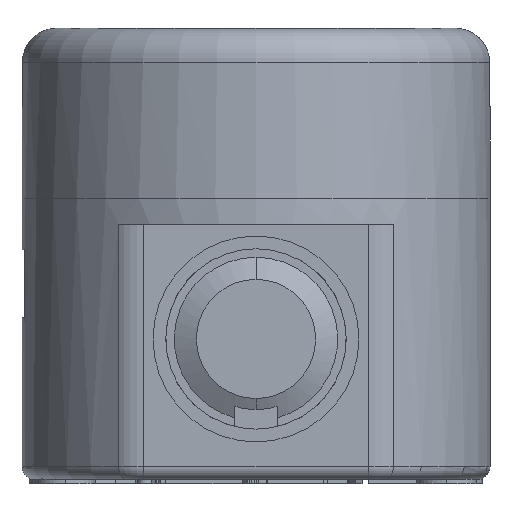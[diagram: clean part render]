
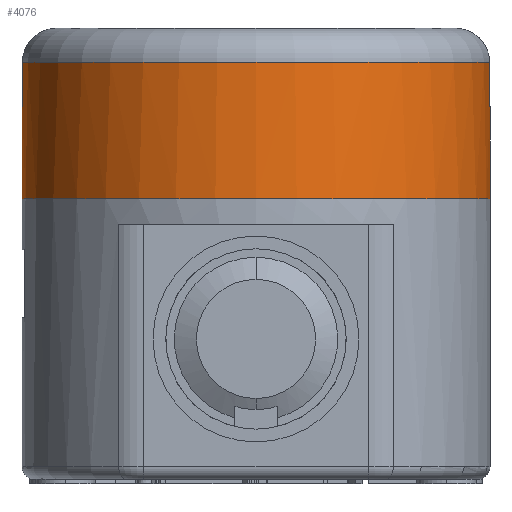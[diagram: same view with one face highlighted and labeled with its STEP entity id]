
A CAD part, left-side view. The second image highlights one B-rep face of the part: STEP entity #4076.
In plain terms, the highlighted cylindrical face has radius 27.5 mm (diameter 55 mm), a partial arc.
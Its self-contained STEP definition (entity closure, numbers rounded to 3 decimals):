
#91=CARTESIAN_POINT('',(5.,0.,-53.05));
#92=DIRECTION('',(0.,0.,1.));
#93=DIRECTION('',(0.,-1.,0.));
#94=AXIS2_PLACEMENT_3D('',#91,#92,#93);
#96=CARTESIAN_POINT('',(5.,0.,-53.05));
#97=DIRECTION('',(0.,0.,1.));
#98=DIRECTION('',(1.,0.,0.));
#99=AXIS2_PLACEMENT_3D('',#96,#97,#98);
#443=DIRECTION('',(0.,0.,-1.));
#444=VECTOR('',#443,10.8);
#445=CARTESIAN_POINT('',(5.,27.5,-42.25));
#446=LINE('',#445,#444);
#447=DIRECTION('',(0.,0.,1.));
#448=VECTOR('',#447,10.8);
#449=CARTESIAN_POINT('',(5.,-27.5,-53.05));
#450=LINE('',#449,#448);
#451=DIRECTION('',(0.,0.,1.));
#452=VECTOR('',#451,5.2);
#453=CARTESIAN_POINT('',(6.618,-27.452,-42.25));
#454=LINE('',#453,#452);
#470=CARTESIAN_POINT('',(5.,0.,-42.25));
#471=DIRECTION('',(0.,0.,-1.));
#472=DIRECTION('',(0.,1.,0.));
#473=AXIS2_PLACEMENT_3D('',#470,#471,#472);
#722=CARTESIAN_POINT('',(5.,0.,-37.05));
#723=DIRECTION('',(0.,0.,-1.));
#724=DIRECTION('',(1.,0.,0.));
#725=AXIS2_PLACEMENT_3D('',#722,#723,#724);
#752=CARTESIAN_POINT('',(6.618,27.452,-37.05));
#754=CARTESIAN_POINT('',(5.,0.,-37.05));
#755=DIRECTION('',(0.,0.,-1.));
#756=DIRECTION('',(0.059,0.998,0.));
#757=AXIS2_PLACEMENT_3D('',#754,#755,#756);
#770=CARTESIAN_POINT('',(6.618,-27.452,-37.05));
#898=CARTESIAN_POINT('',(5.,0.,-42.25));
#899=DIRECTION('',(0.,0.,-1.));
#900=DIRECTION('',(0.059,-0.998,0.));
#901=AXIS2_PLACEMENT_3D('',#898,#899,#900);
#2419=DIRECTION('',(0.,0.,1.));
#2420=VECTOR('',#2419,5.2);
#2421=CARTESIAN_POINT('',(6.618,27.452,-42.25));
#2422=LINE('',#2421,#2420);
#3257=CARTESIAN_POINT('',(32.5,0.,-53.05));
#3258=CARTESIAN_POINT('',(5.,27.5,-53.05));
#3259=VERTEX_POINT('',#3257);
#3260=VERTEX_POINT('',#3258);
#3261=CARTESIAN_POINT('',(5.,-27.5,-53.05));
#3262=VERTEX_POINT('',#3261);
#3523=CARTESIAN_POINT('',(6.618,-27.452,-42.25));
#3524=VERTEX_POINT('',#3523);
#3525=CARTESIAN_POINT('',(5.,-27.5,-42.25));
#3526=VERTEX_POINT('',#3525);
#3542=VERTEX_POINT('',#770);
#3577=CARTESIAN_POINT('',(32.5,0.,-37.05));
#3578=VERTEX_POINT('',#3577);
#3580=VERTEX_POINT('',#752);
#3581=CARTESIAN_POINT('',(5.,27.5,-42.25));
#3582=CARTESIAN_POINT('',(6.618,27.452,-42.25));
#3583=VERTEX_POINT('',#3581);
#3584=VERTEX_POINT('',#3582);
#4051=CARTESIAN_POINT('',(5.,0.,-53.05));
#4052=DIRECTION('',(0.,0.,1.));
#4053=DIRECTION('',(1.,0.,0.));
#4054=AXIS2_PLACEMENT_3D('',#4051,#4052,#4053);
#4055=CYLINDRICAL_SURFACE('',#4054,27.5);
#4057=ORIENTED_EDGE('',*,*,#4056,.F.);
#4059=ORIENTED_EDGE('',*,*,#4058,.T.);
#4060=ORIENTED_EDGE('',*,*,#3880,.F.);
#4061=ORIENTED_EDGE('',*,*,#3878,.F.);
#4063=ORIENTED_EDGE('',*,*,#4062,.T.);
#4065=ORIENTED_EDGE('',*,*,#4064,.F.);
#4067=ORIENTED_EDGE('',*,*,#4066,.T.);
#4069=ORIENTED_EDGE('',*,*,#4068,.F.);
#4071=ORIENTED_EDGE('',*,*,#4070,.F.);
#4073=ORIENTED_EDGE('',*,*,#4072,.F.);
#4074=EDGE_LOOP('',(#4057,#4059,#4060,#4061,#4063,#4065,#4067,#4069,#4071,
#4073));
#4075=FACE_OUTER_BOUND('',#4074,.F.);
#95=CIRCLE('',#94,27.5);
#100=CIRCLE('',#99,27.5);
#474=CIRCLE('',#473,27.5);
#726=CIRCLE('',#725,27.5);
#758=CIRCLE('',#757,27.5);
#902=CIRCLE('',#901,27.5);
#3878=EDGE_CURVE('',#3262,#3259,#95,.T.);
#3880=EDGE_CURVE('',#3259,#3260,#100,.T.);
#4056=EDGE_CURVE('',#3583,#3584,#474,.T.);
#4058=EDGE_CURVE('',#3583,#3260,#446,.T.);
#4062=EDGE_CURVE('',#3262,#3526,#450,.T.);
#4064=EDGE_CURVE('',#3524,#3526,#902,.T.);
#4066=EDGE_CURVE('',#3524,#3542,#454,.T.);
#4068=EDGE_CURVE('',#3578,#3542,#726,.T.);
#4070=EDGE_CURVE('',#3580,#3578,#758,.T.);
#4072=EDGE_CURVE('',#3584,#3580,#2422,.T.);
#4076=ADVANCED_FACE('',(#4075),#4055,.T.);
